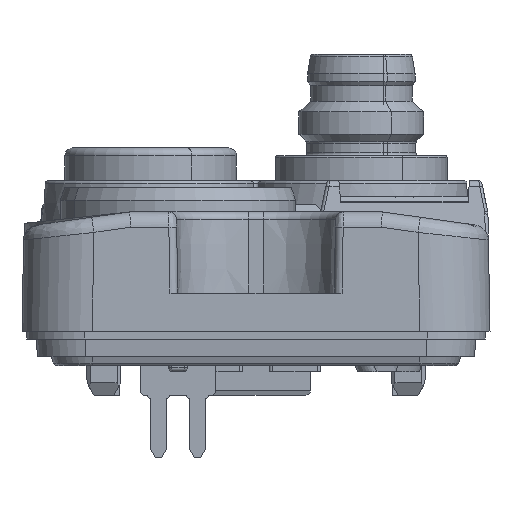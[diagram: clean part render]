
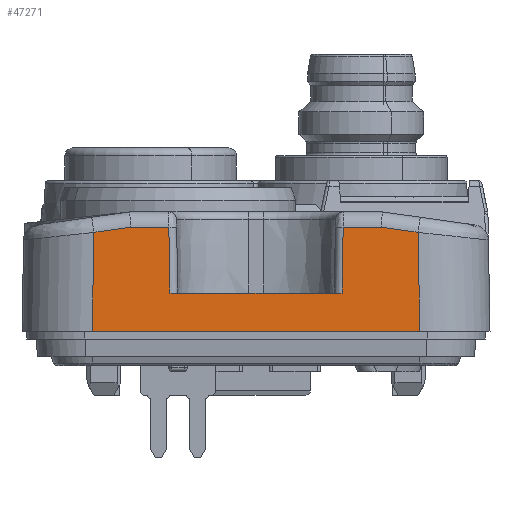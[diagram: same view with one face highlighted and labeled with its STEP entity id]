
A CAD part, front view. The second image highlights one B-rep face of the part: STEP entity #47271.
In plain terms, the highlighted planar face has unit normal (0, -1, 0.018).
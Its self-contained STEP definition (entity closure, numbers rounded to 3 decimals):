
#47244=AXIS2_PLACEMENT_3D('Plane Axis2P3D',#47241,#47242,#47243) ;
#46285=CARTESIAN_POINT('Vertex',(4.499,0.,4.1)) ;
#46288=CARTESIAN_POINT('Line Origine',(4.565,0.066,7.875)) ;
#46292=CARTESIAN_POINT('Vertex',(4.61,0.111,10.436)) ;
#46391=CARTESIAN_POINT('Line Origine',(11.684,0.128,11.43)) ;
#46395=CARTESIAN_POINT('Vertex',(6.968,0.116,10.767)) ;
#46428=CARTESIAN_POINT('Line Origine',(14.998,0.116,10.767)) ;
#46432=CARTESIAN_POINT('Vertex',(9.412,0.116,10.767)) ;
#46742=CARTESIAN_POINT('Line Origine',(18.198,0.128,11.446)) ;
#46746=CARTESIAN_POINT('Vertex',(23.028,0.116,10.767)) ;
#46748=CARTESIAN_POINT('Vertex',(25.387,0.111,10.436)) ;
#46779=CARTESIAN_POINT('Line Origine',(14.998,0.116,10.767)) ;
#46783=CARTESIAN_POINT('Vertex',(20.585,0.116,10.767)) ;
#46952=CARTESIAN_POINT('Line Origine',(14.998,0.043,6.55)) ;
#46956=CARTESIAN_POINT('Vertex',(20.011,0.043,6.55)) ;
#46958=CARTESIAN_POINT('Vertex',(9.985,0.043,6.55)) ;
#46961=CARTESIAN_POINT('Line Origine',(14.998,0.043,6.55)) ;
#46965=CARTESIAN_POINT('Vertex',(20.511,0.043,6.55)) ;
#47024=CARTESIAN_POINT('Vertex',(9.485,0.043,6.55)) ;
#47027=CARTESIAN_POINT('Line Origine',(14.998,0.043,6.55)) ;
#47056=CARTESIAN_POINT('Line Origine',(20.533,0.064,7.794)) ;
#47229=CARTESIAN_POINT('Line Origine',(9.464,0.064,7.794)) ;
#47241=CARTESIAN_POINT('Axis2P3D Location',(22.498,-0.002,4.)) ;
#47246=CARTESIAN_POINT('Line Origine',(22.498,0.,4.1)) ;
#47250=CARTESIAN_POINT('Vertex',(25.497,0.,4.1)) ;
#47254=CARTESIAN_POINT('Control Point',(25.387,0.111,10.436)) ;
#47255=CARTESIAN_POINT('Control Point',(25.497,0.,4.1)) ;
#46289=DIRECTION('Vector Direction',(-0.017,-0.017,-1.)) ;
#46392=DIRECTION('Vector Direction',(0.99,0.002,0.139)) ;
#46429=DIRECTION('Vector Direction',(1.,0.,0.)) ;
#46743=DIRECTION('Vector Direction',(-0.99,0.002,0.139)) ;
#46780=DIRECTION('Vector Direction',(1.,0.,0.)) ;
#46953=DIRECTION('Vector Direction',(-1.,0.,0.)) ;
#46962=DIRECTION('Vector Direction',(-1.,0.,0.)) ;
#47028=DIRECTION('Vector Direction',(-1.,0.,0.)) ;
#47057=DIRECTION('Vector Direction',(-0.017,-0.017,-1.)) ;
#47230=DIRECTION('Vector Direction',(-0.017,0.017,1.)) ;
#47242=DIRECTION('Axis2P3D Direction',(0.,1.,-0.017)) ;
#47243=DIRECTION('Axis2P3D XDirection',(1.,0.,0.)) ;
#47247=DIRECTION('Vector Direction',(1.,0.,0.)) ;
#46290=VECTOR('Line Direction',#46289,1.) ;
#46393=VECTOR('Line Direction',#46392,1.) ;
#46430=VECTOR('Line Direction',#46429,1.) ;
#46744=VECTOR('Line Direction',#46743,1.) ;
#46781=VECTOR('Line Direction',#46780,1.) ;
#46954=VECTOR('Line Direction',#46953,1.) ;
#46963=VECTOR('Line Direction',#46962,1.) ;
#47029=VECTOR('Line Direction',#47028,1.) ;
#47058=VECTOR('Line Direction',#47057,1.) ;
#47231=VECTOR('Line Direction',#47230,1.) ;
#47248=VECTOR('Line Direction',#47247,1.) ;
#47258=ORIENTED_EDGE('',*,*,#47031,.F.) ;
#47259=ORIENTED_EDGE('',*,*,#47233,.T.) ;
#47260=ORIENTED_EDGE('',*,*,#46434,.T.) ;
#47261=ORIENTED_EDGE('',*,*,#46397,.T.) ;
#47262=ORIENTED_EDGE('',*,*,#46294,.T.) ;
#47263=ORIENTED_EDGE('',*,*,#47252,.T.) ;
#47264=ORIENTED_EDGE('',*,*,#47256,.F.) ;
#47265=ORIENTED_EDGE('',*,*,#46750,.F.) ;
#47266=ORIENTED_EDGE('',*,*,#46785,.F.) ;
#47267=ORIENTED_EDGE('',*,*,#47060,.T.) ;
#47268=ORIENTED_EDGE('',*,*,#46967,.F.) ;
#47269=ORIENTED_EDGE('',*,*,#46960,.T.) ;
#47271=ADVANCED_FACE('Hauptk\X2\00F6\X0\rper',(#47270),#47245,.F.) ;
#47253=B_SPLINE_CURVE_WITH_KNOTS('',1,(#47254,#47255),.UNSPECIFIED.,.F.,.U.,(2,2),(-2.562,3.776),.UNSPECIFIED.) ;
#46294=EDGE_CURVE('',#46293,#46286,#46291,.T.) ;
#46397=EDGE_CURVE('',#46396,#46293,#46394,.F.) ;
#46434=EDGE_CURVE('',#46433,#46396,#46431,.F.) ;
#46750=EDGE_CURVE('',#46747,#46749,#46745,.F.) ;
#46785=EDGE_CURVE('',#46784,#46747,#46782,.T.) ;
#46960=EDGE_CURVE('',#46957,#46959,#46955,.T.) ;
#46967=EDGE_CURVE('',#46957,#46966,#46964,.F.) ;
#47031=EDGE_CURVE('',#47025,#46959,#47030,.F.) ;
#47060=EDGE_CURVE('',#46784,#46966,#47059,.T.) ;
#47233=EDGE_CURVE('',#47025,#46433,#47232,.T.) ;
#47252=EDGE_CURVE('',#46286,#47251,#47249,.T.) ;
#47256=EDGE_CURVE('',#46749,#47251,#47253,.T.) ;
#47257=EDGE_LOOP('',(#47258,#47259,#47260,#47261,#47262,#47263,#47264,#47265,#47266,#47267,#47268,#47269)) ;
#47270=FACE_OUTER_BOUND('',#47257,.T.) ;
#46291=LINE('Line',#46288,#46290) ;
#46394=LINE('Line',#46391,#46393) ;
#46431=LINE('Line',#46428,#46430) ;
#46745=LINE('Line',#46742,#46744) ;
#46782=LINE('Line',#46779,#46781) ;
#46955=LINE('Line',#46952,#46954) ;
#46964=LINE('Line',#46961,#46963) ;
#47030=LINE('Line',#47027,#47029) ;
#47059=LINE('Line',#47056,#47058) ;
#47232=LINE('Line',#47229,#47231) ;
#47249=LINE('Line',#47246,#47248) ;
#47245=PLANE('',#47244) ;
#46286=VERTEX_POINT('',#46285) ;
#46293=VERTEX_POINT('',#46292) ;
#46396=VERTEX_POINT('',#46395) ;
#46433=VERTEX_POINT('',#46432) ;
#46747=VERTEX_POINT('',#46746) ;
#46749=VERTEX_POINT('',#46748) ;
#46784=VERTEX_POINT('',#46783) ;
#46957=VERTEX_POINT('',#46956) ;
#46959=VERTEX_POINT('',#46958) ;
#46966=VERTEX_POINT('',#46965) ;
#47025=VERTEX_POINT('',#47024) ;
#47251=VERTEX_POINT('',#47250) ;
